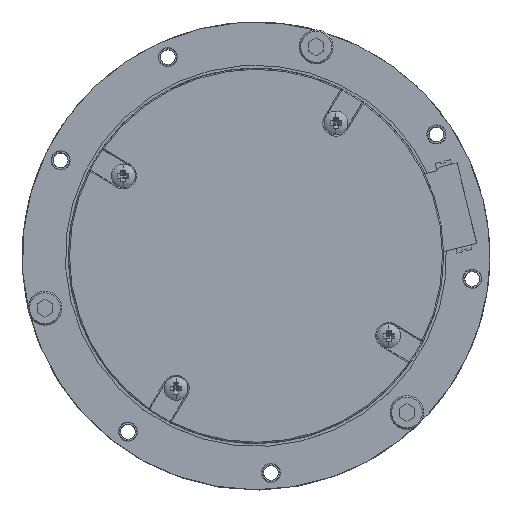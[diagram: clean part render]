
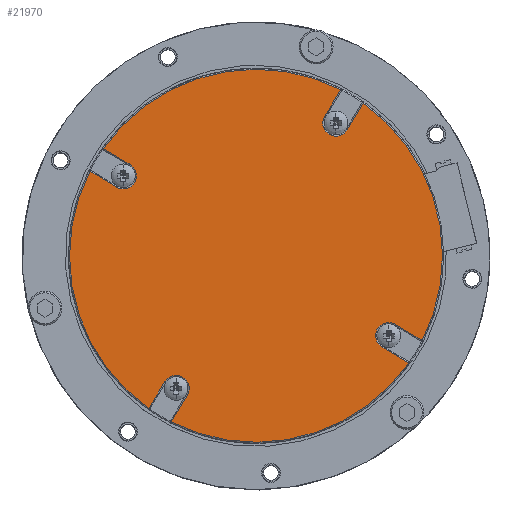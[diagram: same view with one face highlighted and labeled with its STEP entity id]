
A CAD part, top view. The second image highlights one B-rep face of the part: STEP entity #21970.
In plain terms, the highlighted face is planar.
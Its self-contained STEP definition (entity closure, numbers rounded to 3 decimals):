
#20212=CARTESIAN_POINT('',(0.,0.,-1.));
#20213=DIRECTION('',(0.,0.,1.));
#20214=DIRECTION('',(0.998,0.07,0.));
#20215=AXIS2_PLACEMENT_3D('',#20212,#20213,#20214);
#20217=CARTESIAN_POINT('',(0.,26.,-1.));
#20218=DIRECTION('',(0.,0.,-1.));
#20219=DIRECTION('',(1.,0.,0.));
#20220=AXIS2_PLACEMENT_3D('',#20217,#20218,#20219);
#20222=CARTESIAN_POINT('',(0.,0.,-1.));
#20223=DIRECTION('',(0.,0.,1.));
#20224=DIRECTION('',(-0.07,0.998,0.));
#20225=AXIS2_PLACEMENT_3D('',#20222,#20223,#20224);
#20227=CARTESIAN_POINT('',(-26.,0.,-1.));
#20228=DIRECTION('',(0.,0.,-1.));
#20229=DIRECTION('',(0.,1.,0.));
#20230=AXIS2_PLACEMENT_3D('',#20227,#20228,#20229);
#20232=CARTESIAN_POINT('',(0.,0.,-1.));
#20233=DIRECTION('',(0.,0.,1.));
#20234=DIRECTION('',(-0.998,-0.07,0.));
#20235=AXIS2_PLACEMENT_3D('',#20232,#20233,#20234);
#20237=CARTESIAN_POINT('',(0.,-26.,-1.));
#20238=DIRECTION('',(0.,0.,-1.));
#20239=DIRECTION('',(-1.,0.,0.));
#20240=AXIS2_PLACEMENT_3D('',#20237,#20238,#20239);
#20242=CARTESIAN_POINT('',(0.,0.,-1.));
#20243=DIRECTION('',(0.,0.,1.));
#20244=DIRECTION('',(0.07,-0.998,0.));
#20245=AXIS2_PLACEMENT_3D('',#20242,#20243,#20244);
#20247=CARTESIAN_POINT('',(26.,0.,-1.));
#20248=DIRECTION('',(0.,0.,-1.));
#20249=DIRECTION('',(0.,-1.,0.));
#20250=AXIS2_PLACEMENT_3D('',#20247,#20248,#20249);
#20252=DIRECTION('',(0.,1.,0.));
#20253=VECTOR('',#20252,5.223);
#20254=CARTESIAN_POINT('',(2.2,26.,-1.));
#20255=LINE('',#20254,#20253);
#20351=DIRECTION('',(0.,-1.,0.));
#20352=VECTOR('',#20351,5.223);
#20353=CARTESIAN_POINT('',(-2.2,31.223,-1.));
#20354=LINE('',#20353,#20352);
#21019=DIRECTION('',(-1.,0.,0.));
#21020=VECTOR('',#21019,5.223);
#21021=CARTESIAN_POINT('',(31.223,2.2,-1.));
#21022=LINE('',#21021,#21020);
#21052=DIRECTION('',(1.,0.,0.));
#21053=VECTOR('',#21052,5.223);
#21054=CARTESIAN_POINT('',(26.,-2.2,-1.));
#21055=LINE('',#21054,#21053);
#21195=DIRECTION('',(0.,-1.,0.));
#21196=VECTOR('',#21195,5.223);
#21197=CARTESIAN_POINT('',(-2.2,-26.,-1.));
#21198=LINE('',#21197,#21196);
#21285=DIRECTION('',(1.,0.,0.));
#21286=VECTOR('',#21285,5.223);
#21287=CARTESIAN_POINT('',(-31.223,-2.2,-1.));
#21288=LINE('',#21287,#21286);
#21318=DIRECTION('',(-1.,0.,0.));
#21319=VECTOR('',#21318,5.223);
#21320=CARTESIAN_POINT('',(-26.,2.2,-1.));
#21321=LINE('',#21320,#21319);
#21378=DIRECTION('',(0.,1.,0.));
#21379=VECTOR('',#21378,5.223);
#21380=CARTESIAN_POINT('',(2.2,-31.223,-1.));
#21381=LINE('',#21380,#21379);
#21512=CARTESIAN_POINT('',(31.223,2.2,-1.));
#21513=CARTESIAN_POINT('',(2.2,31.223,-1.));
#21514=VERTEX_POINT('',#21512);
#21515=VERTEX_POINT('',#21513);
#21516=CARTESIAN_POINT('',(2.2,26.,-1.));
#21517=VERTEX_POINT('',#21516);
#21518=CARTESIAN_POINT('',(-2.2,26.,-1.));
#21519=VERTEX_POINT('',#21518);
#21520=CARTESIAN_POINT('',(-2.2,31.223,-1.));
#21521=VERTEX_POINT('',#21520);
#21522=CARTESIAN_POINT('',(-31.223,2.2,-1.));
#21523=VERTEX_POINT('',#21522);
#21524=CARTESIAN_POINT('',(-26.,2.2,-1.));
#21525=VERTEX_POINT('',#21524);
#21526=CARTESIAN_POINT('',(-26.,-2.2,-1.));
#21527=VERTEX_POINT('',#21526);
#21528=CARTESIAN_POINT('',(-31.223,-2.2,-1.));
#21529=VERTEX_POINT('',#21528);
#21530=CARTESIAN_POINT('',(-2.2,-31.223,-1.));
#21531=VERTEX_POINT('',#21530);
#21532=CARTESIAN_POINT('',(-2.2,-26.,-1.));
#21533=VERTEX_POINT('',#21532);
#21534=CARTESIAN_POINT('',(2.2,-26.,-1.));
#21535=VERTEX_POINT('',#21534);
#21536=CARTESIAN_POINT('',(2.2,-31.223,-1.));
#21537=VERTEX_POINT('',#21536);
#21538=CARTESIAN_POINT('',(31.223,-2.2,-1.));
#21539=VERTEX_POINT('',#21538);
#21540=CARTESIAN_POINT('',(26.,-2.2,-1.));
#21541=VERTEX_POINT('',#21540);
#21542=CARTESIAN_POINT('',(26.,2.2,-1.));
#21543=VERTEX_POINT('',#21542);
#21932=CARTESIAN_POINT('',(0.,0.,-1.));
#21933=DIRECTION('',(0.,0.,1.));
#21934=DIRECTION('',(1.,0.,0.));
#21935=AXIS2_PLACEMENT_3D('',#21932,#21933,#21934);
#21936=PLANE('',#21935);
#21937=ORIENTED_EDGE('',*,*,#21922,.T.);
#21939=ORIENTED_EDGE('',*,*,#21938,.F.);
#21941=ORIENTED_EDGE('',*,*,#21940,.T.);
#21943=ORIENTED_EDGE('',*,*,#21942,.F.);
#21945=ORIENTED_EDGE('',*,*,#21944,.T.);
#21947=ORIENTED_EDGE('',*,*,#21946,.F.);
#21949=ORIENTED_EDGE('',*,*,#21948,.T.);
#21951=ORIENTED_EDGE('',*,*,#21950,.F.);
#21953=ORIENTED_EDGE('',*,*,#21952,.T.);
#21955=ORIENTED_EDGE('',*,*,#21954,.F.);
#21957=ORIENTED_EDGE('',*,*,#21956,.T.);
#21959=ORIENTED_EDGE('',*,*,#21958,.F.);
#21961=ORIENTED_EDGE('',*,*,#21960,.T.);
#21963=ORIENTED_EDGE('',*,*,#21962,.F.);
#21965=ORIENTED_EDGE('',*,*,#21964,.T.);
#21967=ORIENTED_EDGE('',*,*,#21966,.F.);
#21968=EDGE_LOOP('',(#21937,#21939,#21941,#21943,#21945,#21947,#21949,#21951,
#21953,#21955,#21957,#21959,#21961,#21963,#21965,#21967));
#21969=FACE_OUTER_BOUND('',#21968,.F.);
#21970=ADVANCED_FACE('',(#21969),#21936,.F.);
#20216=CIRCLE('',#20215,31.3);
#20221=CIRCLE('',#20220,2.2);
#20226=CIRCLE('',#20225,31.3);
#20231=CIRCLE('',#20230,2.2);
#20236=CIRCLE('',#20235,31.3);
#20241=CIRCLE('',#20240,2.2);
#20246=CIRCLE('',#20245,31.3);
#20251=CIRCLE('',#20250,2.2);
#21922=EDGE_CURVE('',#21514,#21515,#20216,.T.);
#21938=EDGE_CURVE('',#21517,#21515,#20255,.T.);
#21940=EDGE_CURVE('',#21517,#21519,#20221,.T.);
#21942=EDGE_CURVE('',#21521,#21519,#20354,.T.);
#21944=EDGE_CURVE('',#21521,#21523,#20226,.T.);
#21946=EDGE_CURVE('',#21525,#21523,#21321,.T.);
#21948=EDGE_CURVE('',#21525,#21527,#20231,.T.);
#21950=EDGE_CURVE('',#21529,#21527,#21288,.T.);
#21952=EDGE_CURVE('',#21529,#21531,#20236,.T.);
#21954=EDGE_CURVE('',#21533,#21531,#21198,.T.);
#21956=EDGE_CURVE('',#21533,#21535,#20241,.T.);
#21958=EDGE_CURVE('',#21537,#21535,#21381,.T.);
#21960=EDGE_CURVE('',#21537,#21539,#20246,.T.);
#21962=EDGE_CURVE('',#21541,#21539,#21055,.T.);
#21964=EDGE_CURVE('',#21541,#21543,#20251,.T.);
#21966=EDGE_CURVE('',#21514,#21543,#21022,.T.);
